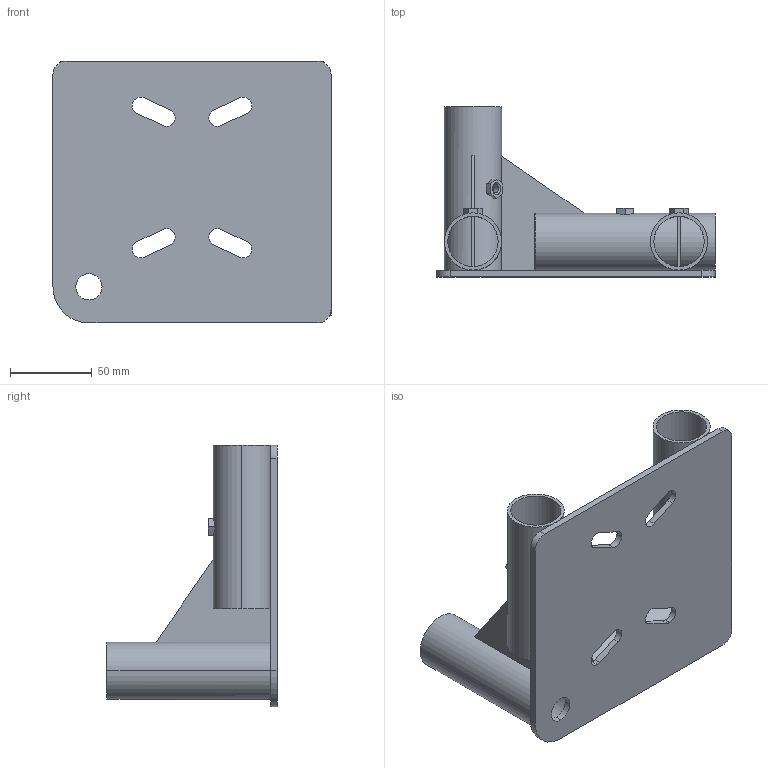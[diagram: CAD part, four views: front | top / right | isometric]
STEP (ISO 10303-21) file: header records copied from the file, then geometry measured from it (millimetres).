
FILE_DESCRIPTION (( 'STEP AP214' ), '1' );
FILE_NAME ('B327 Àäàïòåð äëÿ ðîëèêà ïðàâûé.STEP', '2023-11-15T06:35:05', ( '' ), ( '' ), 'SwSTEP 2.0', 'SolidWorks 2022', '' );
FILE_SCHEMA (( 'AUTOMOTIVE_DESIGN' ));
Length unit declared in the file: millimetre
Products named in the file (1): B327 Адаптер для ролика правый
Bounding box: 170 x 104 x 160 mm (x, y, z)
Volume: 197829.9 mm3; surface area: 150007.6 mm2
Topology: 4 solids, 4 shells, 115 faces, 296 edges, 194 vertices
Faces by surface type: plane 65, cylinder 42, cone 8
Entity records: 5141 total; most frequent: CARTESIAN_POINT 924, DIRECTION 594, ORIENTED_EDGE 592, EDGE_CURVE 296, AXIS2_PLACEMENT_3D 209, VERTEX_POINT 194, VECTOR 176, LINE 176
